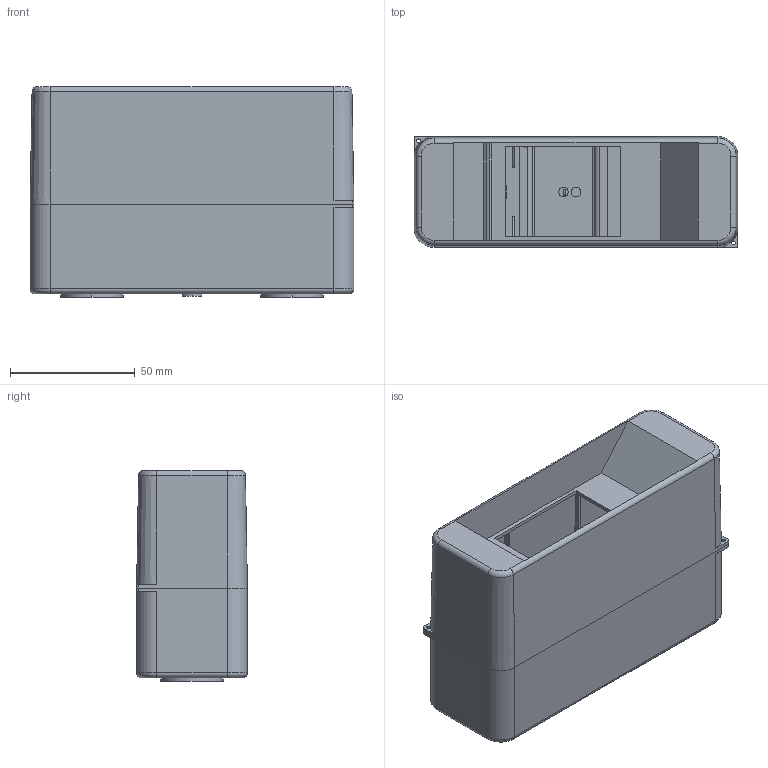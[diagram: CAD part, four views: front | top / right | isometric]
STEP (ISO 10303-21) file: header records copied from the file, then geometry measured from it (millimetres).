
FILE_DESCRIPTION((''),'2;1');
FILE_NAME('GW40022_ASM','2021-07-16T10:01:44',('User'),('Axiro Italia'),'CREO PARAMETRIC BY PTC INC, 2020354','CREO PARAMETRIC BY PTC INC, 2020354','');
FILE_SCHEMA(('CONFIG_CONTROL_DESIGN'));
Length unit declared in the file: millimetre
Products named in the file (4): GW40022_COMPONENTE_A_OR; GW40022_COMPONENTE_B_OR; GUIDA_DIN_2; GW40022_ASM
Assembly tree (3 placements, depth 2):
  GW40022_ASM
    GW40022_COMPONENTE_A_OR
    GW40022_COMPONENTE_B_OR
    GUIDA_DIN_2
Bounding box: 130 x 44.5 x 84.6 mm (x, y, z)
Volume: 83889.8 mm3; surface area: 86635.6 mm2
Topology: 3 solids, 3 shells, 277 faces, 727 edges, 474 vertices
Faces by surface type: plane 176, cylinder 71, cone 22, torus 8
Entity records: 8633 total; most frequent: CARTESIAN_POINT 1503, DIRECTION 1475, ORIENTED_EDGE 1454, EDGE_CURVE 727, VECTOR 535, LINE 535, VERTEX_POINT 474, AXIS2_PLACEMENT_3D 470
